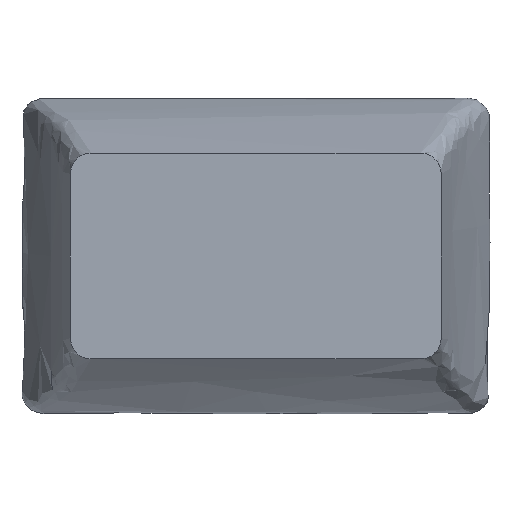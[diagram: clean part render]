
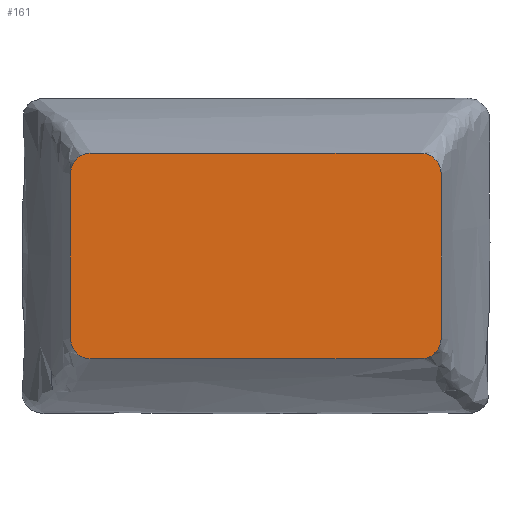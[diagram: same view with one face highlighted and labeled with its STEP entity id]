
A CAD part, left-side view. The second image highlights one B-rep face of the part: STEP entity #161.
In plain terms, the highlighted planar face has unit normal (-1, 0, 0).
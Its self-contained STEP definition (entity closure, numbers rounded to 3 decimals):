
#12=PLANE('',#185);
#18=LINE('',#771,#30);
#19=LINE('',#775,#31);
#20=LINE('',#779,#32);
#21=LINE('',#783,#33);
#30=VECTOR('',#207,1000.);
#31=VECTOR('',#210,1000.);
#32=VECTOR('',#213,1000.);
#33=VECTOR('',#216,1000.);
#54=ORIENTED_EDGE('',*,*,#97,.F.);
#55=ORIENTED_EDGE('',*,*,#96,.F.);
#56=ORIENTED_EDGE('',*,*,#95,.F.);
#57=ORIENTED_EDGE('',*,*,#94,.F.);
#58=ORIENTED_EDGE('',*,*,#101,.F.);
#59=ORIENTED_EDGE('',*,*,#100,.F.);
#60=ORIENTED_EDGE('',*,*,#99,.F.);
#61=ORIENTED_EDGE('',*,*,#98,.F.);
#94=EDGE_CURVE('',#118,#119,#138,.T.);
#95=EDGE_CURVE('',#119,#120,#18,.T.);
#96=EDGE_CURVE('',#120,#121,#139,.T.);
#97=EDGE_CURVE('',#121,#122,#19,.T.);
#98=EDGE_CURVE('',#122,#123,#140,.T.);
#99=EDGE_CURVE('',#123,#124,#20,.F.);
#100=EDGE_CURVE('',#124,#125,#141,.T.);
#101=EDGE_CURVE('',#125,#118,#21,.F.);
#118=VERTEX_POINT('',#769);
#119=VERTEX_POINT('',#770);
#120=VERTEX_POINT('',#772);
#121=VERTEX_POINT('',#774);
#122=VERTEX_POINT('',#776);
#123=VERTEX_POINT('',#778);
#124=VERTEX_POINT('',#780);
#125=VERTEX_POINT('',#782);
#138=CIRCLE('',#181,2.04);
#139=CIRCLE('',#182,2.04);
#140=CIRCLE('',#183,2.04);
#141=CIRCLE('',#184,2.04);
#148=EDGE_LOOP('',(#54,#55,#56,#57,#58,#59,#60,#61));
#154=FACE_BOUND('',#148,.T.);
#161=ADVANCED_FACE('',(#154),#12,.F.);
#181=AXIS2_PLACEMENT_3D('',#768,#205,#206);
#182=AXIS2_PLACEMENT_3D('',#773,#208,#209);
#183=AXIS2_PLACEMENT_3D('',#777,#211,#212);
#184=AXIS2_PLACEMENT_3D('',#781,#214,#215);
#185=AXIS2_PLACEMENT_3D('',#784,#217,#218);
#205=DIRECTION('',(1.,0.,0.));
#206=DIRECTION('',(0.,0.,-1.));
#207=DIRECTION('',(0.,0.,-1.));
#208=DIRECTION('',(1.,0.,0.));
#209=DIRECTION('',(0.,0.,-1.));
#210=DIRECTION('',(0.,1.,0.));
#211=DIRECTION('',(1.,0.,0.));
#212=DIRECTION('',(0.,0.,-1.));
#213=DIRECTION('',(0.,0.,-1.));
#214=DIRECTION('',(1.,0.,0.));
#215=DIRECTION('',(0.,0.,-1.));
#216=DIRECTION('',(0.,1.,0.));
#217=DIRECTION('',(1.,0.,0.));
#218=DIRECTION('',(0.,1.,0.));
#768=CARTESIAN_POINT('',(0.,-16.091,8.033));
#769=CARTESIAN_POINT('',(0.,-16.091,10.073));
#770=CARTESIAN_POINT('',(0.,-18.131,8.033));
#771=CARTESIAN_POINT('',(0.,-18.131,0.));
#772=CARTESIAN_POINT('',(0.,-18.131,-8.033));
#773=CARTESIAN_POINT('',(0.,-16.091,-8.033));
#774=CARTESIAN_POINT('',(0.,-16.091,-10.073));
#775=CARTESIAN_POINT('',(0.,0.,-10.073));
#776=CARTESIAN_POINT('',(0.,16.091,-10.073));
#777=CARTESIAN_POINT('',(0.,16.091,-8.033));
#778=CARTESIAN_POINT('',(0.,18.131,-8.033));
#779=CARTESIAN_POINT('',(0.,18.131,0.));
#780=CARTESIAN_POINT('',(0.,18.131,8.033));
#781=CARTESIAN_POINT('',(0.,16.091,8.033));
#782=CARTESIAN_POINT('',(0.,16.091,10.073));
#783=CARTESIAN_POINT('',(0.,0.,10.073));
#784=CARTESIAN_POINT('',(0.,0.,0.));
